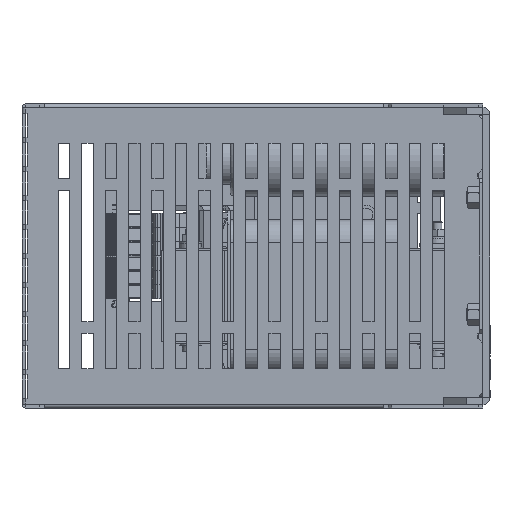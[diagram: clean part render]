
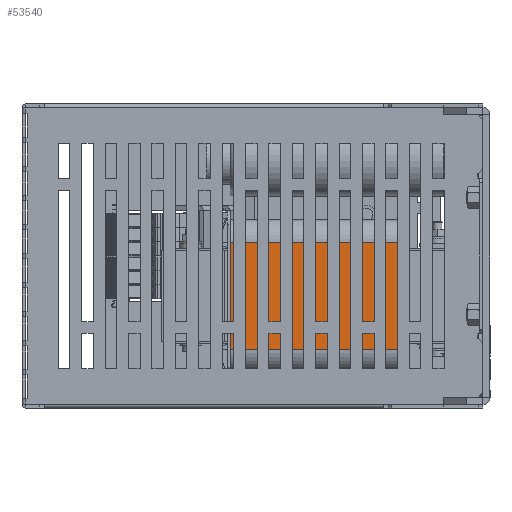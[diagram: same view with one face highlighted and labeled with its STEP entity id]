
A CAD part, left-side view. The second image highlights one B-rep face of the part: STEP entity #53540.
In plain terms, the highlighted face is planar.
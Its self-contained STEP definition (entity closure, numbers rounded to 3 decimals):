
#575 = ORIENTED_EDGE ( 'NONE', *, *, #57923, .T. ) ;
#1810 = EDGE_LOOP ( 'NONE', ( #69975, #29475, #575, #54513 ) ) ;
#3663 = LINE ( 'NONE', #17036, #56176 ) ;
#9637 = VECTOR ( 'NONE', #53295, 1000. ) ;
#11423 = DIRECTION ( 'NONE',  ( 0., -1., 0. ) ) ;
#13836 = DIRECTION ( 'NONE',  ( 0., 1., 0. ) ) ;
#17036 = CARTESIAN_POINT ( 'NONE',  ( -32.75, 71.6, 24.8 ) ) ;
#24278 = DIRECTION ( 'NONE',  ( 1., 0., 0. ) ) ;
#24597 = DIRECTION ( 'NONE',  ( 0., 0., -1. ) ) ;
#25195 = CARTESIAN_POINT ( 'NONE',  ( -32.75, 0., 24.8 ) ) ;
#26361 = CARTESIAN_POINT ( 'NONE',  ( 22.75, 0., 24.8 ) ) ;
#26744 = FACE_OUTER_BOUND ( 'NONE', #1810, .T. ) ;
#27804 = VECTOR ( 'NONE', #11423, 1000. ) ;
#29475 = ORIENTED_EDGE ( 'NONE', *, *, #53691, .T. ) ;
#30917 = LINE ( 'NONE', #25195, #9637 ) ;
#33059 = VECTOR ( 'NONE', #13836, 1000. ) ;
#34559 = CARTESIAN_POINT ( 'NONE',  ( 22.75, 71.6, 24.8 ) ) ;
#41533 = VERTEX_POINT ( 'NONE', #34559 ) ;
#44370 = VERTEX_POINT ( 'NONE', #26361 ) ;
#46823 = LINE ( 'NONE', #61423, #27804 ) ;
#48718 = AXIS2_PLACEMENT_3D ( 'NONE', #67365, #24597, #74589 ) ;
#53295 = DIRECTION ( 'NONE',  ( 1., 0., 0. ) ) ;
#53540 = ADVANCED_FACE ( 'NONE', ( #26744 ), #73945, .F. ) ;
#53681 = VERTEX_POINT ( 'NONE', #68283 ) ;
#53691 = EDGE_CURVE ( 'NONE', #53681, #77310, #46823, .T. ) ;
#54513 = ORIENTED_EDGE ( 'NONE', *, *, #58162, .T. ) ;
#56176 = VECTOR ( 'NONE', #24278, 1000. ) ;
#57923 = EDGE_CURVE ( 'NONE', #77310, #44370, #30917, .T. ) ;
#58162 = EDGE_CURVE ( 'NONE', #44370, #41533, #92352, .T. ) ;
#61423 = CARTESIAN_POINT ( 'NONE',  ( -22.75, 71.6, 24.8 ) ) ;
#63520 = CARTESIAN_POINT ( 'NONE',  ( 22.75, 71.6, 24.8 ) ) ;
#65728 = EDGE_CURVE ( 'NONE', #53681, #41533, #3663, .T. ) ;
#67365 = CARTESIAN_POINT ( 'NONE',  ( -32.75, 71.6, 24.8 ) ) ;
#68283 = CARTESIAN_POINT ( 'NONE',  ( -22.75, 71.6, 24.8 ) ) ;
#69975 = ORIENTED_EDGE ( 'NONE', *, *, #65728, .F. ) ;
#73945 = PLANE ( 'NONE',  #48718 ) ;
#74162 = CARTESIAN_POINT ( 'NONE',  ( -22.75, 0., 24.8 ) ) ;
#74589 = DIRECTION ( 'NONE',  ( -1., 0., 0. ) ) ;
#77310 = VERTEX_POINT ( 'NONE', #74162 ) ;
#92352 = LINE ( 'NONE', #63520, #33059 ) ;
